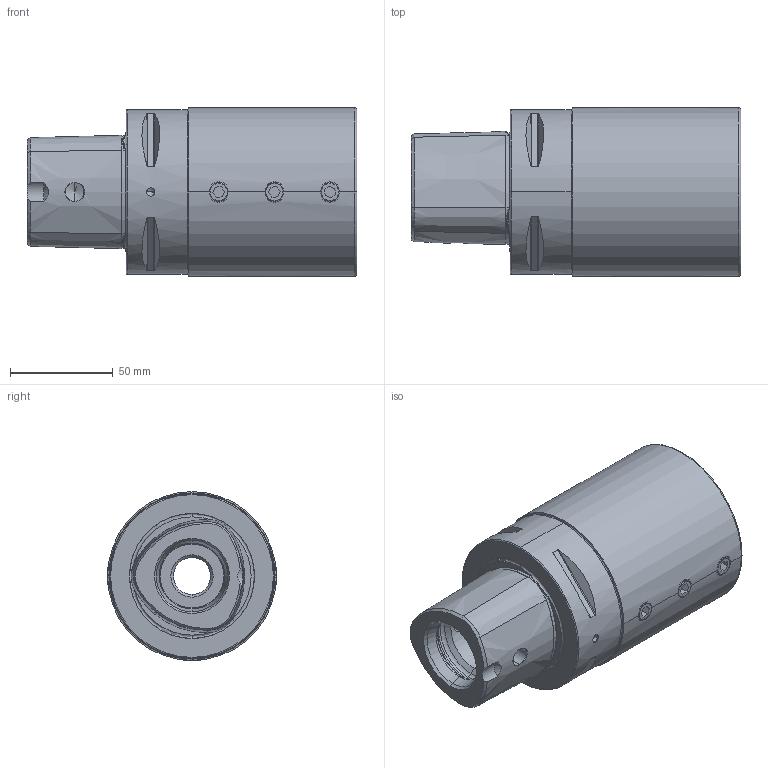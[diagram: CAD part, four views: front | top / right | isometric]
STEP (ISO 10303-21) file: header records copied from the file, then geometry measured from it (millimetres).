
FILE_DESCRIPTION (( 'STEP AP214' ), '1' );
FILE_NAME ('PS8.B50.K01.112.STEP', '2017-01-10T11:36:30', ( 'SWIAdmin' ), ( 'Hewlett-Packard Company' ), 'SwSTEP 2.0', 'SolidWorks 2015', '' );
FILE_SCHEMA (( 'AUTOMOTIVE_DESIGN' ));
Length unit declared in the file: millimetre
Products named in the file (3): PS8.B50.K01.112; PS8-B50.K01.112_A; ISO 4026 - M10 x 12_PreviewCfg
Assembly tree (10 placements, depth 2):
  PS8.B50.K01.112
    PS8-B50.K01.112_A
    ISO 4026 - M10 x 12_PreviewCfg  x9
Bounding box: 160 x 82 x 82 mm (x, y, z)
Volume: 472028.7 mm3; surface area: 75009.8 mm2
Topology: 10 solids, 10 shells, 291 faces, 697 edges, 426 vertices
Faces by surface type: plane 101, cone 81, cylinder 67, torus 42
Entity records: 7186 total; most frequent: CARTESIAN_POINT 2727, ORIENTED_EDGE 874, DIRECTION 858, EDGE_CURVE 437, AXIS2_PLACEMENT_3D 359, VERTEX_POINT 266, EDGE_LOOP 189, CIRCLE 175
